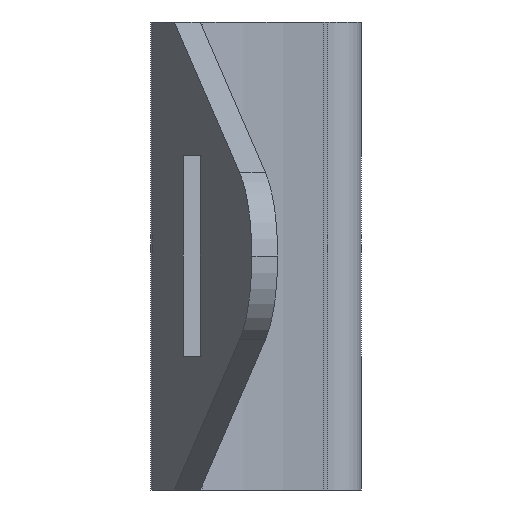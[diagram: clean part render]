
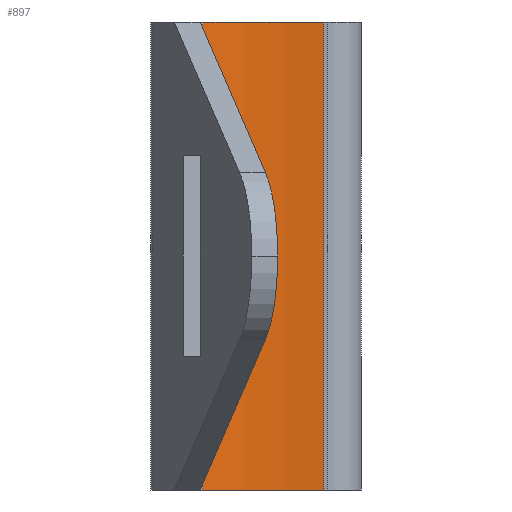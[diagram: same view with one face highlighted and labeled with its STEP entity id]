
A CAD part, left-side view. The second image highlights one B-rep face of the part: STEP entity #897.
In plain terms, the highlighted cylindrical face has radius 10 mm (diameter 20 mm), a partial arc.
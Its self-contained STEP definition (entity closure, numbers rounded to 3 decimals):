
#64 = CARTESIAN_POINT ( 'NONE',  ( -27.43, 2.31, 0. ) ) ;
#191 = AXIS2_PLACEMENT_3D ( 'NONE', #459, #1896, #1709 ) ;
#192 = DIRECTION ( 'NONE',  ( 1., 0., 0. ) ) ;
#351 = DIRECTION ( 'NONE',  ( 0., 0., 1. ) ) ;
#403 = AXIS2_PLACEMENT_3D ( 'NONE', #64, #2893, #192 ) ;
#459 = CARTESIAN_POINT ( 'NONE',  ( -27.43, 2.31, 14. ) ) ;
#554 = VECTOR ( 'NONE', #2745, 1000. ) ;
#558 = LINE ( 'NONE', #1625, #554 ) ;
#742 = FACE_OUTER_BOUND ( 'NONE', #1081, .T. ) ;
#746 = VERTEX_POINT ( 'NONE', #1568 ) ;
#808 = CIRCLE ( 'NONE', #403, 10. ) ;
#812 = CARTESIAN_POINT ( 'NONE',  ( -17.501, 1.119, 0. ) ) ;
#846 = CARTESIAN_POINT ( 'NONE',  ( -27.43, 2.31, 14. ) ) ;
#897 = ADVANCED_FACE ( 'NONE', ( #742 ), #2849, .F. ) ;
#970 = VERTEX_POINT ( 'NONE', #2509 ) ;
#1081 = EDGE_LOOP ( 'NONE', ( #1735, #2651, #3040, #2163 ) ) ;
#1238 = AXIS2_PLACEMENT_3D ( 'NONE', #846, #2432, #1541 ) ;
#1541 = DIRECTION ( 'NONE',  ( 1., 0., 0. ) ) ;
#1568 = CARTESIAN_POINT ( 'NONE',  ( -17.73, 4.743, 0. ) ) ;
#1625 = CARTESIAN_POINT ( 'NONE',  ( -17.73, 4.743, 14. ) ) ;
#1633 = EDGE_CURVE ( 'NONE', #746, #2297, #808, .T. ) ;
#1656 = EDGE_CURVE ( 'NONE', #970, #1994, #2783, .T. ) ;
#1709 = DIRECTION ( 'NONE',  ( -1., 0., 0. ) ) ;
#1735 = ORIENTED_EDGE ( 'NONE', *, *, #1633, .T. ) ;
#1849 = LINE ( 'NONE', #3061, #1917 ) ;
#1896 = DIRECTION ( 'NONE',  ( 0., 0., -1. ) ) ;
#1917 = VECTOR ( 'NONE', #351, 1000. ) ;
#1994 = VERTEX_POINT ( 'NONE', #3074 ) ;
#2163 = ORIENTED_EDGE ( 'NONE', *, *, #2879, .T. ) ;
#2232 = EDGE_CURVE ( 'NONE', #2297, #1994, #1849, .T. ) ;
#2297 = VERTEX_POINT ( 'NONE', #812 ) ;
#2432 = DIRECTION ( 'NONE',  ( 0., 0., -1. ) ) ;
#2509 = CARTESIAN_POINT ( 'NONE',  ( -17.73, 4.743, 14. ) ) ;
#2651 = ORIENTED_EDGE ( 'NONE', *, *, #2232, .T. ) ;
#2745 = DIRECTION ( 'NONE',  ( 0., 0., -1. ) ) ;
#2783 = CIRCLE ( 'NONE', #1238, 10. ) ;
#2849 = CYLINDRICAL_SURFACE ( 'NONE', #191, 10. ) ;
#2879 = EDGE_CURVE ( 'NONE', #970, #746, #558, .T. ) ;
#2893 = DIRECTION ( 'NONE',  ( 0., 0., -1. ) ) ;
#3040 = ORIENTED_EDGE ( 'NONE', *, *, #1656, .F. ) ;
#3061 = CARTESIAN_POINT ( 'NONE',  ( -17.501, 1.119, 14. ) ) ;
#3074 = CARTESIAN_POINT ( 'NONE',  ( -17.501, 1.119, 14. ) ) ;
